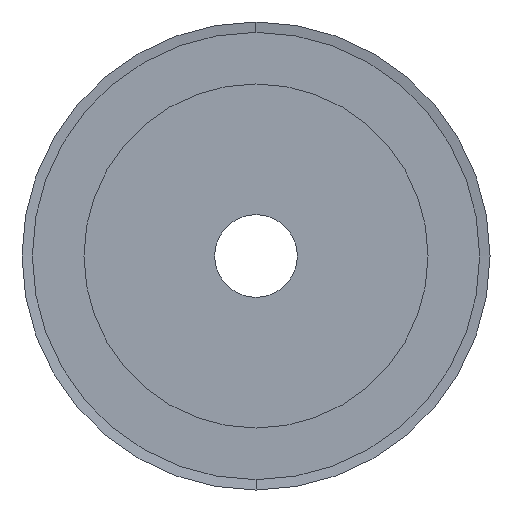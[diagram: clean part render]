
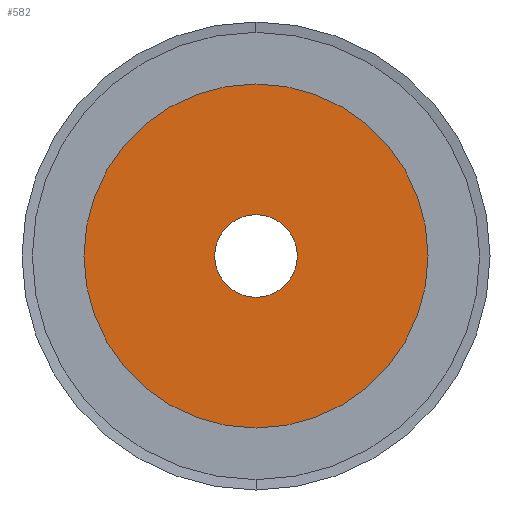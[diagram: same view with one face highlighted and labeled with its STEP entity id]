
A CAD part, left-side view. The second image highlights one B-rep face of the part: STEP entity #582.
In plain terms, the highlighted planar face has unit normal (-1, 0, 0).
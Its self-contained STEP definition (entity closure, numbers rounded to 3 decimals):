
#582=ADVANCED_FACE('',(#1164,#1165),#1166,.T.);
#1164=FACE_OUTER_BOUND('',#1740,.T.);
#1165=FACE_BOUND('',#1741,.T.);
#1166=PLANE('',#1742);
#1740=EDGE_LOOP('',(#3546,#3547));
#1741=EDGE_LOOP('',(#3548,#3549));
#1742=AXIS2_PLACEMENT_3D('',#3550,#3551,#3552);
#3546=ORIENTED_EDGE('',*,*,#3579,.F.);
#3547=ORIENTED_EDGE('',*,*,#4271,.F.);
#3548=ORIENTED_EDGE('',*,*,#3566,.T.);
#3549=ORIENTED_EDGE('',*,*,#4277,.T.);
#3550=CARTESIAN_POINT('',(-20.0,0.0,-11.5));
#3551=DIRECTION('',(-1.0,0.0,0.0));
#3552=DIRECTION('',(0.0,0.0,1.0));
#3566=EDGE_CURVE('',#4284,#4288,#4290,.T.);
#3579=EDGE_CURVE('',#4308,#4311,#4312,.T.);
#4271=EDGE_CURVE('',#4311,#4308,#5343,.T.);
#4277=EDGE_CURVE('',#4288,#4284,#5349,.T.);
#4284=VERTEX_POINT('',#5356);
#4288=VERTEX_POINT('',#5361);
#4290=CIRCLE('',#5364,6.0);
#4308=VERTEX_POINT('',#5386);
#4311=VERTEX_POINT('',#5390);
#4312=CIRCLE('',#5391,25.0);
#5343=CIRCLE('',#6675,25.0);
#5349=CIRCLE('',#6681,6.0);
#5356=CARTESIAN_POINT('',(-20.0,0.0,-6.0));
#5361=CARTESIAN_POINT('',(-20.0,0.,6.0));
#5364=AXIS2_PLACEMENT_3D('',#6691,#6692,#6693);
#5386=CARTESIAN_POINT('',(-20.0,0.0,-25.0));
#5390=CARTESIAN_POINT('',(-20.0,0.,25.0));
#5391=AXIS2_PLACEMENT_3D('',#6711,#6712,#6713);
#6675=AXIS2_PLACEMENT_3D('',#7750,#7751,#7752);
#6681=AXIS2_PLACEMENT_3D('',#7756,#7757,#7758);
#6691=CARTESIAN_POINT('',(-20.0,0.0,0.0));
#6692=DIRECTION('',(1.0,-0.0,0.0));
#6693=DIRECTION('',(0.0,0.0,-1.0));
#6711=CARTESIAN_POINT('',(-20.0,0.0,0.0));
#6712=DIRECTION('',(1.0,0.0,0.0));
#6713=DIRECTION('',(0.0,0.0,-1.0));
#7750=CARTESIAN_POINT('',(-20.0,0.0,0.0));
#7751=DIRECTION('',(1.0,0.0,0.0));
#7752=DIRECTION('',(0.0,0.0,-1.0));
#7756=CARTESIAN_POINT('',(-20.0,0.0,0.0));
#7757=DIRECTION('',(1.0,-0.0,0.0));
#7758=DIRECTION('',(0.0,0.0,-1.0));
